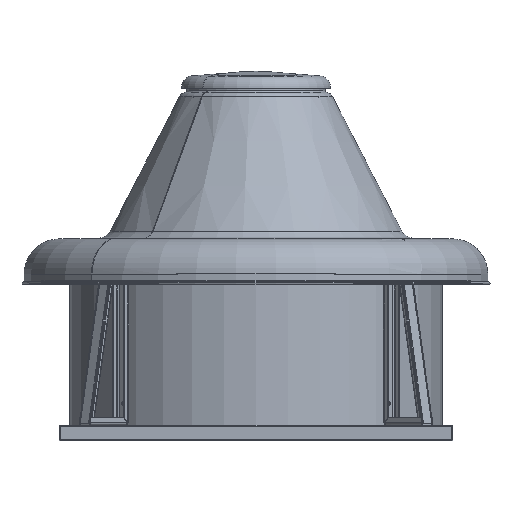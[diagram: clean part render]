
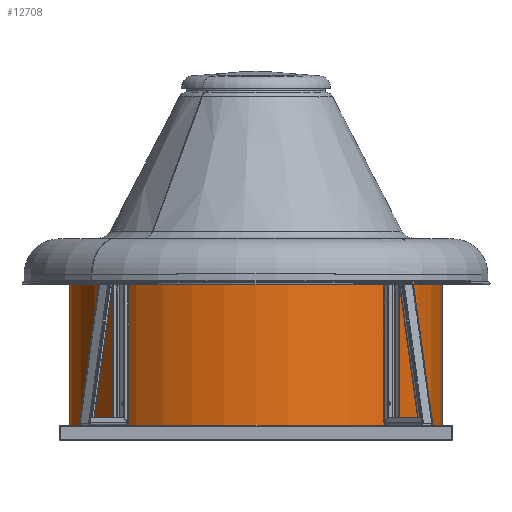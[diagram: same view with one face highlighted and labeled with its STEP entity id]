
A CAD part, top view. The second image highlights one B-rep face of the part: STEP entity #12708.
In plain terms, the highlighted cylindrical face has radius 441 mm (diameter 882 mm), a partial arc.
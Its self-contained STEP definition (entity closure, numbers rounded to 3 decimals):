
#160 = CARTESIAN_POINT ( 'NONE',  ( 0., 0., 400. ) ) ;
#225 = CARTESIAN_POINT ( 'NONE',  ( -441., 0., 400. ) ) ;
#279 = DIRECTION ( 'NONE',  ( 0., 0., -1. ) ) ;
#357 = EDGE_CURVE ( 'NONE', #12642, #2433, #2720, .T. ) ;
#1268 = DIRECTION ( 'NONE',  ( 1., 0., 0. ) ) ;
#1451 = DIRECTION ( 'NONE',  ( 0., 0., 1. ) ) ;
#1997 = CARTESIAN_POINT ( 'NONE',  ( 0., 0., 400. ) ) ;
#2433 = VERTEX_POINT ( 'NONE', #14671 ) ;
#2717 = AXIS2_PLACEMENT_3D ( 'NONE', #3642, #3747, #1268 ) ;
#2720 = CIRCLE ( 'NONE', #2717, 441. ) ;
#2897 = VERTEX_POINT ( 'NONE', #11993 ) ;
#2947 = EDGE_CURVE ( 'NONE', #2897, #2433, #5587, .T. ) ;
#3024 = EDGE_CURVE ( 'NONE', #4467, #2897, #3200, .T. ) ;
#3200 = CIRCLE ( 'NONE', #11170, 441. ) ;
#3233 = DIRECTION ( 'NONE',  ( -1., 0., 0. ) ) ;
#3642 = CARTESIAN_POINT ( 'NONE',  ( 0., 0., 0. ) ) ;
#3747 = DIRECTION ( 'NONE',  ( 0., 0., 1. ) ) ;
#3766 = LINE ( 'NONE', #225, #9992 ) ;
#3910 = ORIENTED_EDGE ( 'NONE', *, *, #3024, .F. ) ;
#4467 = VERTEX_POINT ( 'NONE', #7945 ) ;
#5587 = LINE ( 'NONE', #10879, #11089 ) ;
#6606 = ORIENTED_EDGE ( 'NONE', *, *, #357, .T. ) ;
#6890 = AXIS2_PLACEMENT_3D ( 'NONE', #1997, #9073, #3233 ) ;
#7945 = CARTESIAN_POINT ( 'NONE',  ( -441., 0., 400. ) ) ;
#8101 = EDGE_LOOP ( 'NONE', ( #14198, #3910, #9233, #6606 ) ) ;
#9073 = DIRECTION ( 'NONE',  ( 0., 0., -1. ) ) ;
#9233 = ORIENTED_EDGE ( 'NONE', *, *, #13578, .T. ) ;
#9992 = VECTOR ( 'NONE', #279, 1000. ) ;
#10567 = FACE_OUTER_BOUND ( 'NONE', #8101, .T. ) ;
#10879 = CARTESIAN_POINT ( 'NONE',  ( 441., 0., 400. ) ) ;
#10936 = CYLINDRICAL_SURFACE ( 'NONE', #6890, 441. ) ;
#11089 = VECTOR ( 'NONE', #13217, 1000. ) ;
#11170 = AXIS2_PLACEMENT_3D ( 'NONE', #160, #1451, #14861 ) ;
#11993 = CARTESIAN_POINT ( 'NONE',  ( 441., 0., 400. ) ) ;
#12642 = VERTEX_POINT ( 'NONE', #13676 ) ;
#12708 = ADVANCED_FACE ( 'NONE', ( #10567 ), #10936, .T. ) ;
#13217 = DIRECTION ( 'NONE',  ( 0., 0., -1. ) ) ;
#13578 = EDGE_CURVE ( 'NONE', #4467, #12642, #3766, .T. ) ;
#13676 = CARTESIAN_POINT ( 'NONE',  ( -441., 0., 0. ) ) ;
#14198 = ORIENTED_EDGE ( 'NONE', *, *, #2947, .F. ) ;
#14671 = CARTESIAN_POINT ( 'NONE',  ( 441., 0., 0. ) ) ;
#14861 = DIRECTION ( 'NONE',  ( 1., 0., 0. ) ) ;
